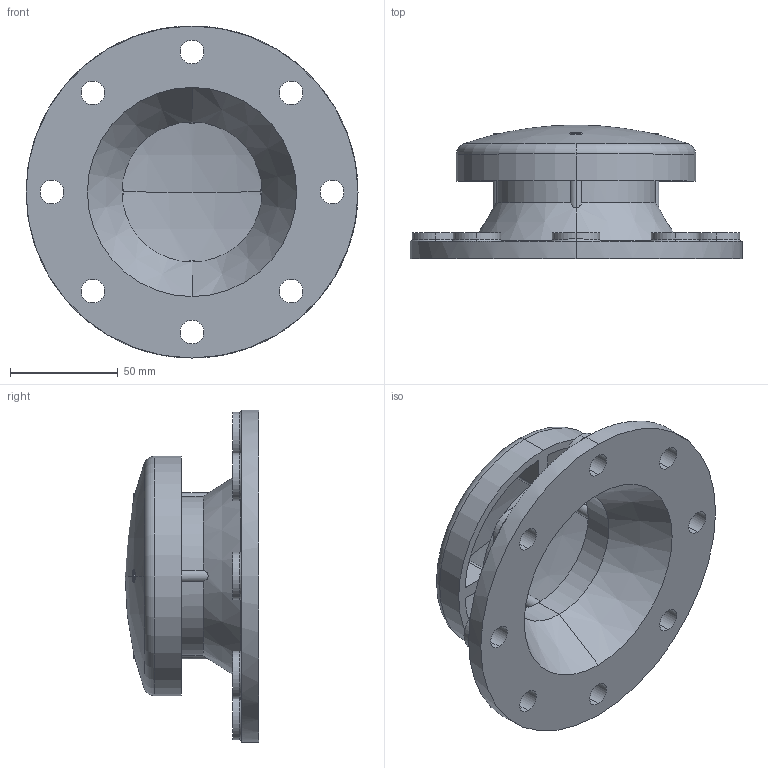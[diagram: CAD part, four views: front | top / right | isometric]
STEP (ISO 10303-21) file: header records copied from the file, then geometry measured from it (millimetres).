
FILE_DESCRIPTION (( 'STEP AP214' ), '1' );
FILE_NAME ('LK_17419.STEP', '2012-08-23T12:36:22', ( 'Admin2' ), ( '' ), 'SwSTEP 2.0', 'SolidWorks 2010', '' );
FILE_SCHEMA (( 'AUTOMOTIVE_DESIGN' ));
Length unit declared in the file: millimetre
Products named in the file (1): LK_17419
Bounding box: 154 x 62 x 154 mm (x, y, z)
Volume: 195700.3 mm3; surface area: 82611.9 mm2
Topology: 1 solids, 5 shells, 249 faces, 614 edges, 380 vertices
Faces by surface type: plane 99, cylinder 90, torus 40, sphere 12, cone 4, bspline 4
Entity records: 9130 total; most frequent: CARTESIAN_POINT 2243, DIRECTION 1376, ORIENTED_EDGE 1228, EDGE_CURVE 614, AXIS2_PLACEMENT_3D 545, VERTEX_POINT 380, CIRCLE 299, VECTOR 286
